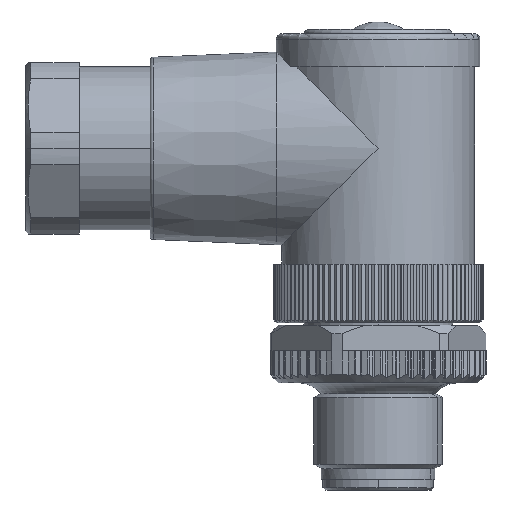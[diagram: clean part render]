
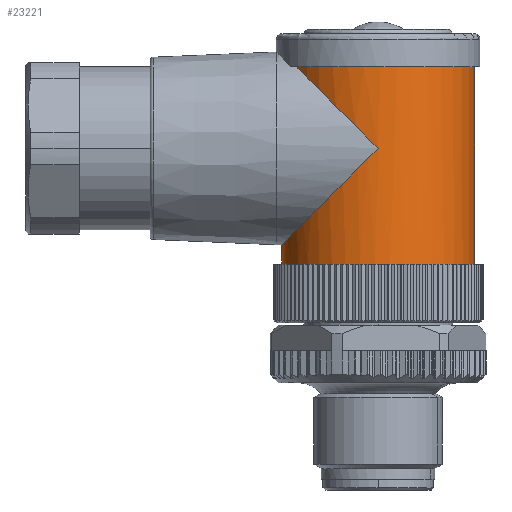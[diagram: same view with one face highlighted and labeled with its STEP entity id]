
A CAD part, left-side view. The second image highlights one B-rep face of the part: STEP entity #23221.
In plain terms, the highlighted cylindrical face has radius 9 mm (diameter 18 mm), a partial arc.
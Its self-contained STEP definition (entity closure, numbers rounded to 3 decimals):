
#23183=AXIS2_PLACEMENT_3D('Cylinder Axis2P3D',#23180,#23181,#23182) ;
#23187=AXIS2_PLACEMENT_3D('Circle Axis2P3D',#23185,#23186,$) ;
#23085=CARTESIAN_POINT('Vertex',(10.096,19.095,21.1)) ;
#23087=CARTESIAN_POINT('Vertex',(10.096,1.095,21.1)) ;
#23091=CARTESIAN_POINT('Control Point',(10.096,1.095,21.1)) ;
#23092=CARTESIAN_POINT('Control Point',(9.215,1.095,21.1)) ;
#23093=CARTESIAN_POINT('Control Point',(8.333,1.203,21.1)) ;
#23094=CARTESIAN_POINT('Control Point',(7.469,1.419,21.1)) ;
#23095=CARTESIAN_POINT('Control Point',(5.811,2.058,21.1)) ;
#23096=CARTESIAN_POINT('Control Point',(4.356,3.078,21.1)) ;
#23097=CARTESIAN_POINT('Control Point',(3.695,3.676,21.1)) ;
#23098=CARTESIAN_POINT('Control Point',(2.533,5.02,21.1)) ;
#23099=CARTESIAN_POINT('Control Point',(1.73,6.605,21.1)) ;
#23100=CARTESIAN_POINT('Control Point',(1.428,7.443,21.1)) ;
#23101=CARTESIAN_POINT('Control Point',(1.035,9.175,21.1)) ;
#23102=CARTESIAN_POINT('Control Point',(1.072,10.952,21.1)) ;
#23103=CARTESIAN_POINT('Control Point',(1.2,11.833,21.1)) ;
#23104=CARTESIAN_POINT('Control Point',(1.668,13.547,21.1)) ;
#23105=CARTESIAN_POINT('Control Point',(2.537,15.097,21.1)) ;
#23106=CARTESIAN_POINT('Control Point',(3.064,15.815,21.1)) ;
#23107=CARTESIAN_POINT('Control Point',(4.284,17.107,21.1)) ;
#23108=CARTESIAN_POINT('Control Point',(5.78,18.066,21.1)) ;
#23109=CARTESIAN_POINT('Control Point',(6.583,18.451,21.1)) ;
#23110=CARTESIAN_POINT('Control Point',(7.772,18.851,21.1)) ;
#23111=CARTESIAN_POINT('Control Point',(9.005,19.039,21.1)) ;
#23112=CARTESIAN_POINT('Control Point',(9.369,19.076,21.1)) ;
#23113=CARTESIAN_POINT('Control Point',(9.733,19.095,21.1)) ;
#23114=CARTESIAN_POINT('Control Point',(10.096,19.095,21.1)) ;
#23126=CARTESIAN_POINT('Line Origine',(10.096,1.095,28.5)) ;
#23130=CARTESIAN_POINT('Vertex',(10.096,1.095,39.5)) ;
#23133=CARTESIAN_POINT('Line Origine',(10.096,19.095,28.5)) ;
#23137=CARTESIAN_POINT('Vertex',(10.096,19.095,22.9)) ;
#23180=CARTESIAN_POINT('Axis2P3D Location',(10.096,10.095,28.5)) ;
#23185=CARTESIAN_POINT('Axis2P3D Location',(10.096,10.095,39.5)) ;
#23189=CARTESIAN_POINT('Vertex',(5.276,17.695,39.5)) ;
#23193=CARTESIAN_POINT('Control Point',(1.096,10.095,31.9)) ;
#23194=CARTESIAN_POINT('Control Point',(1.096,11.848,33.653)) ;
#23195=CARTESIAN_POINT('Control Point',(1.521,13.601,35.407)) ;
#23196=CARTESIAN_POINT('Control Point',(2.386,15.274,37.079)) ;
#23197=CARTESIAN_POINT('Control Point',(3.677,16.68,38.486)) ;
#23198=CARTESIAN_POINT('Control Point',(5.276,17.695,39.5)) ;
#23199=CARTESIAN_POINT('Vertex',(1.096,10.095,31.9)) ;
#23203=CARTESIAN_POINT('Control Point',(10.096,19.095,22.9)) ;
#23204=CARTESIAN_POINT('Control Point',(8.658,19.095,22.9)) ;
#23205=CARTESIAN_POINT('Control Point',(7.22,18.807,23.187)) ;
#23206=CARTESIAN_POINT('Control Point',(5.882,18.232,23.762)) ;
#23207=CARTESIAN_POINT('Control Point',(3.46,16.578,25.416)) ;
#23208=CARTESIAN_POINT('Control Point',(1.907,14.224,27.77)) ;
#23209=CARTESIAN_POINT('Control Point',(1.366,12.879,29.115)) ;
#23210=CARTESIAN_POINT('Control Point',(1.096,11.487,30.508)) ;
#23211=CARTESIAN_POINT('Control Point',(1.096,10.095,31.9)) ;
#23127=DIRECTION('Vector Direction',(0.,0.,1.)) ;
#23134=DIRECTION('Vector Direction',(0.,0.,1.)) ;
#23181=DIRECTION('Axis2P3D Direction',(0.,-0.,1.)) ;
#23182=DIRECTION('Axis2P3D XDirection',(0.,1.,0.)) ;
#23186=DIRECTION('Axis2P3D Direction',(0.,-0.,1.)) ;
#23128=VECTOR('Line Direction',#23127,1.) ;
#23135=VECTOR('Line Direction',#23134,1.) ;
#23214=ORIENTED_EDGE('',*,*,#23139,.T.) ;
#23215=ORIENTED_EDGE('',*,*,#23115,.F.) ;
#23216=ORIENTED_EDGE('',*,*,#23132,.T.) ;
#23217=ORIENTED_EDGE('',*,*,#23191,.T.) ;
#23218=ORIENTED_EDGE('',*,*,#23201,.F.) ;
#23219=ORIENTED_EDGE('',*,*,#23212,.F.) ;
#23221=ADVANCED_FACE('Hauptkoerper',(#23220),#23184,.T.) ;
#23090=B_SPLINE_CURVE_WITH_KNOTS('',5,(#23091,#23092,#23093,#23094,#23095,#23096,#23097,#23098,#23099,#23100,#23101,#23102,#23103,#23104,#23105,#23106,#23107,#23108,#23109,#23110,#23111,#23112,#23113,#23114),.UNSPECIFIED.,.F.,.U.,(6,3,3,3,3,3,3,6),(0.,6.235,12.471,18.706,24.941,31.177,37.412,39.983),.UNSPECIFIED.) ;
#23192=B_SPLINE_CURVE_WITH_KNOTS('',5,(#23193,#23194,#23195,#23196,#23197,#23198),.UNSPECIFIED.,.F.,.U.,(6,6),(0.,19.604),.UNSPECIFIED.) ;
#23202=B_SPLINE_CURVE_WITH_KNOTS('',5,(#23203,#23204,#23205,#23206,#23207,#23208,#23209,#23210,#23211),.UNSPECIFIED.,.F.,.U.,(6,3,6),(0.,14.383,29.951),.UNSPECIFIED.) ;
#23188=CIRCLE('generated circle',#23187,9.) ;
#23184=CYLINDRICAL_SURFACE('generated cylinder',#23183,9.) ;
#23115=EDGE_CURVE('',#23088,#23086,#23090,.T.) ;
#23132=EDGE_CURVE('',#23088,#23131,#23129,.T.) ;
#23139=EDGE_CURVE('',#23138,#23086,#23136,.F.) ;
#23191=EDGE_CURVE('',#23131,#23190,#23188,.F.) ;
#23201=EDGE_CURVE('',#23200,#23190,#23192,.T.) ;
#23212=EDGE_CURVE('',#23138,#23200,#23202,.T.) ;
#23213=EDGE_LOOP('',(#23214,#23215,#23216,#23217,#23218,#23219)) ;
#23220=FACE_OUTER_BOUND('',#23213,.T.) ;
#23129=LINE('Line',#23126,#23128) ;
#23136=LINE('Line',#23133,#23135) ;
#23086=VERTEX_POINT('',#23085) ;
#23088=VERTEX_POINT('',#23087) ;
#23131=VERTEX_POINT('',#23130) ;
#23138=VERTEX_POINT('',#23137) ;
#23190=VERTEX_POINT('',#23189) ;
#23200=VERTEX_POINT('',#23199) ;
